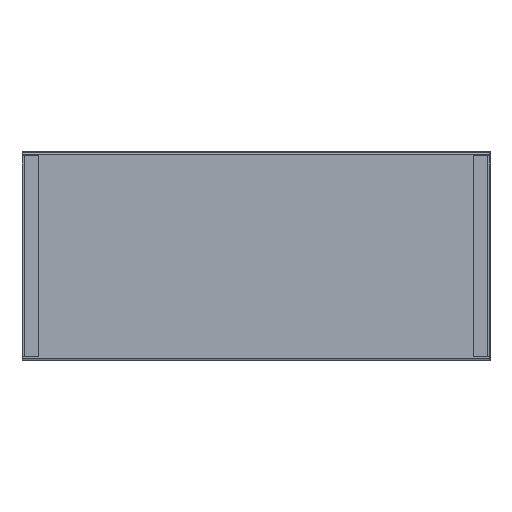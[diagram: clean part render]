
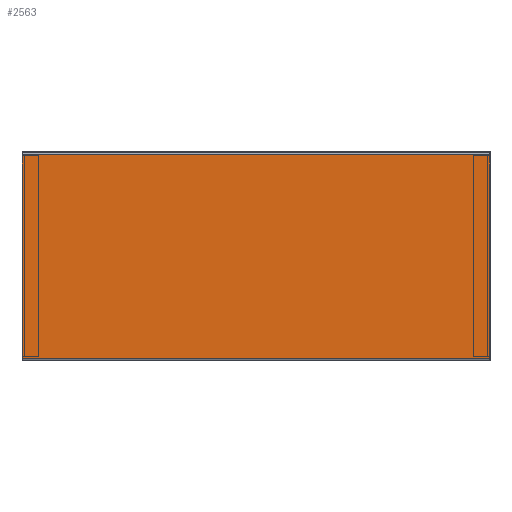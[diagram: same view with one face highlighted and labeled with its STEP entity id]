
A CAD part, left-side view. The second image highlights one B-rep face of the part: STEP entity #2563.
In plain terms, the highlighted planar face has unit normal (-1, 0, 0).
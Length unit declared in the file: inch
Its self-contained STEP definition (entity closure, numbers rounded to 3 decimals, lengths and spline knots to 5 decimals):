
#73 = DIRECTION ( 'NONE',  ( 0., 0., 1. ) ) ;
#149 = CARTESIAN_POINT ( 'NONE',  ( -9., 9., 0.086 ) ) ;
#178 = VERTEX_POINT ( 'NONE', #2075 ) ;
#390 = PLANE ( 'NONE',  #4687 ) ;
#397 = VERTEX_POINT ( 'NONE', #1730 ) ;
#473 = VECTOR ( 'NONE', #5054, 39.37008 ) ;
#1022 = ORIENTED_EDGE ( 'NONE', *, *, #1649, .T. ) ;
#1147 = EDGE_CURVE ( 'NONE', #2669, #2884, #4941, .T. ) ;
#1412 = CARTESIAN_POINT ( 'NONE',  ( -9., -9., 0.086 ) ) ;
#1419 = FACE_OUTER_BOUND ( 'NONE', #5972, .T. ) ;
#1649 = EDGE_CURVE ( 'NONE', #2669, #397, #4100, .T. ) ;
#1730 = CARTESIAN_POINT ( 'NONE',  ( -9., -9., 7.914 ) ) ;
#1845 = ORIENTED_EDGE ( 'NONE', *, *, #3936, .F. ) ;
#1988 = CARTESIAN_POINT ( 'NONE',  ( -9., 9., 0.057 ) ) ;
#2043 = CARTESIAN_POINT ( 'NONE',  ( -9., -9., 0.086 ) ) ;
#2075 = CARTESIAN_POINT ( 'NONE',  ( -9., 9., 7.914 ) ) ;
#2130 = EDGE_CURVE ( 'NONE', #178, #2884, #6182, .T. ) ;
#2283 = ORIENTED_EDGE ( 'NONE', *, *, #1147, .F. ) ;
#2563 = ADVANCED_FACE ( 'NONE', ( #1419 ), #390, .F. ) ;
#2669 = VERTEX_POINT ( 'NONE', #2043 ) ;
#2884 = VERTEX_POINT ( 'NONE', #149 ) ;
#3360 = DIRECTION ( 'NONE',  ( 0., 0., -1. ) ) ;
#3381 = ORIENTED_EDGE ( 'NONE', *, *, #2130, .T. ) ;
#3492 = DIRECTION ( 'NONE',  ( 1., 0., 0. ) ) ;
#3891 = CARTESIAN_POINT ( 'NONE',  ( -9., -9., 0.047 ) ) ;
#3936 = EDGE_CURVE ( 'NONE', #178, #397, #6459, .T. ) ;
#4007 = CARTESIAN_POINT ( 'NONE',  ( -9., -9., 0.057 ) ) ;
#4100 = LINE ( 'NONE', #4007, #5413 ) ;
#4496 = CARTESIAN_POINT ( 'NONE',  ( -9., -9., 7.914 ) ) ;
#4687 = AXIS2_PLACEMENT_3D ( 'NONE', #3891, #3492, #3360 ) ;
#4941 = LINE ( 'NONE', #1412, #6037 ) ;
#5054 = DIRECTION ( 'NONE',  ( 0., 0., -1. ) ) ;
#5413 = VECTOR ( 'NONE', #73, 39.37008 ) ;
#5436 = DIRECTION ( 'NONE',  ( 0., 1., 0. ) ) ;
#5505 = VECTOR ( 'NONE', #5970, 39.37008 ) ;
#5970 = DIRECTION ( 'NONE',  ( 0., -1., 0. ) ) ;
#5972 = EDGE_LOOP ( 'NONE', ( #1845, #3381, #2283, #1022 ) ) ;
#6037 = VECTOR ( 'NONE', #5436, 39.37008 ) ;
#6182 = LINE ( 'NONE', #1988, #473 ) ;
#6459 = LINE ( 'NONE', #4496, #5505 ) ;
